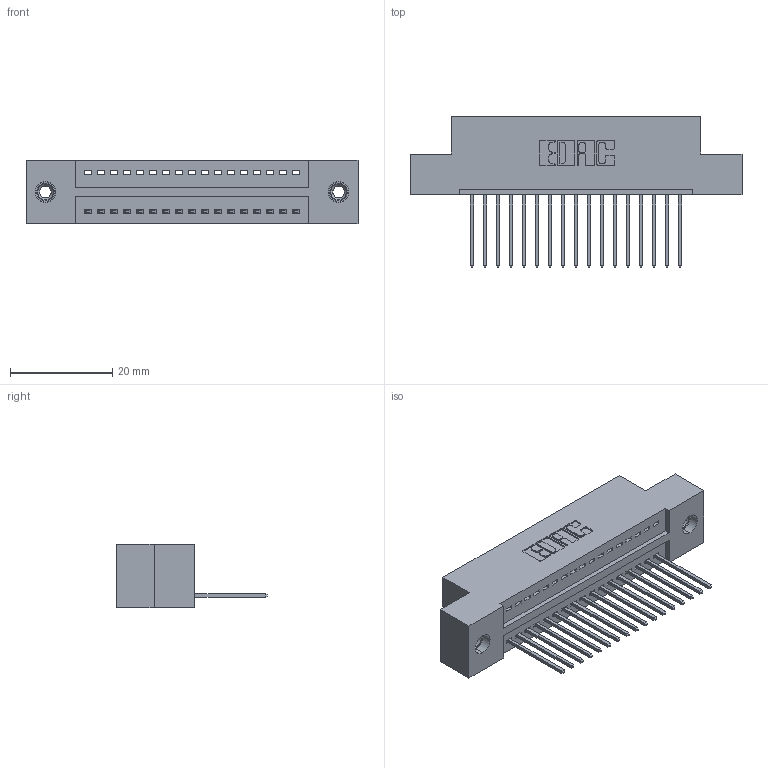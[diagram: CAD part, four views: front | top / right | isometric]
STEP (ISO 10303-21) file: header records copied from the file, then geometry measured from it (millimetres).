
FILE_DESCRIPTION (( 'STEP AP203' ), '1' );
FILE_NAME ('325-017-540-108.STEP', '2020-02-24T16:29:55', ( '' ), ( '' ), 'SwSTEP 2.0', 'SolidWorks 2016', '' );
FILE_SCHEMA (( 'CONFIG_CONTROL_DESIGN' ));
Length unit declared in the file: inch
Products named in the file (4): 325 Part_TI; 325-017-540-108; 345-250-001_345-250-003-102; 325-292-001_325-293-140
Assembly tree (20 placements, depth 2):
  325-017-540-108
    325 Part_TI
    325-292-001_325-293-140  x17
    345-250-001_345-250-003-102  x2
Bounding box: 64.9 x 29.46 x 12.45 mm (x, y, z)
Volume: 8058.6 mm3; surface area: 8565.7 mm2
Topology: 20 solids, 20 shells, 1160 faces, 3439 edges, 2262 vertices
Faces by surface type: plane 816, cylinder 328, cone 12, torus 4
Entity records: 14830 total; most frequent: CARTESIAN_POINT 2544, ORIENTED_EDGE 2490, DIRECTION 2229, EDGE_CURVE 1245, VECTOR 1097, LINE 1097, VERTEX_POINT 824, AXIS2_PLACEMENT_3D 566
